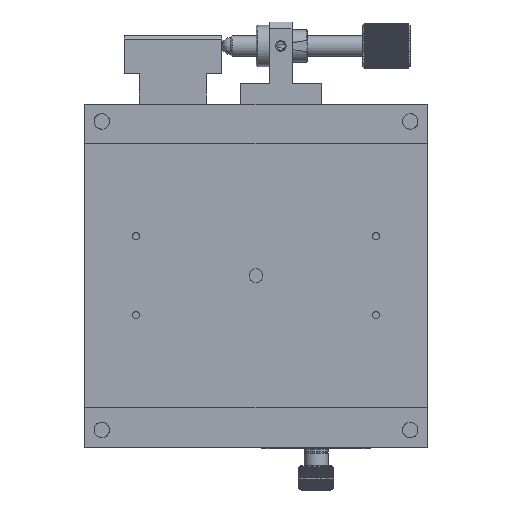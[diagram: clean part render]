
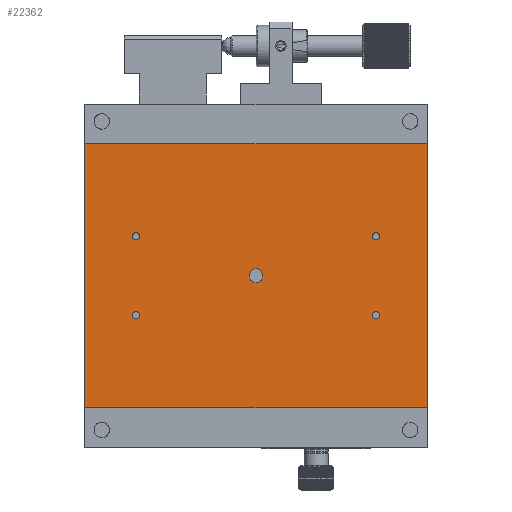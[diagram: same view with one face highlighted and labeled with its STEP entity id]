
A CAD part, front view. The second image highlights one B-rep face of the part: STEP entity #22362.
In plain terms, the highlighted planar face has unit normal (0, 1, 0).
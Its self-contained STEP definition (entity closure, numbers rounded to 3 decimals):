
#339 = CARTESIAN_POINT ( 'NONE',  ( 48.801, -14.441, -10.475 ) ) ;
#956 = CIRCLE ( 'NONE', #4122, 1.025 ) ;
#1010 = VERTEX_POINT ( 'NONE', #16029 ) ;
#1760 = CARTESIAN_POINT ( 'NONE',  ( 63.801, -14.441, 38.5 ) ) ;
#1891 = EDGE_CURVE ( 'NONE', #12415, #12415, #956, .T. ) ;
#2969 = CARTESIAN_POINT ( 'NONE',  ( 48.801, -14.441, 11.5 ) ) ;
#3192 = CARTESIAN_POINT ( 'NONE',  ( -36.199, -14.441, 38.5 ) ) ;
#3251 = LINE ( 'NONE', #5245, #12148 ) ;
#3895 = EDGE_LOOP ( 'NONE', ( #19214 ) ) ;
#4122 = AXIS2_PLACEMENT_3D ( 'NONE', #21332, #10581, #21890 ) ;
#4305 = DIRECTION ( 'NONE',  ( 0., 0., 1. ) ) ;
#4403 = ORIENTED_EDGE ( 'NONE', *, *, #19522, .T. ) ;
#4423 = VECTOR ( 'NONE', #17560, 1000. ) ;
#4809 = CARTESIAN_POINT ( 'NONE',  ( 63.801, -14.441, -38.5 ) ) ;
#5245 = CARTESIAN_POINT ( 'NONE',  ( 63.801, -14.441, 38.5 ) ) ;
#5525 = VERTEX_POINT ( 'NONE', #4809 ) ;
#5533 = LINE ( 'NONE', #16415, #24476 ) ;
#5891 = LINE ( 'NONE', #21168, #4423 ) ;
#5896 = FACE_OUTER_BOUND ( 'NONE', #25773, .T. ) ;
#6716 = AXIS2_PLACEMENT_3D ( 'NONE', #1760, #27683, #8302 ) ;
#6811 = EDGE_LOOP ( 'NONE', ( #12918 ) ) ;
#6861 = CIRCLE ( 'NONE', #14532, 1.025 ) ;
#7094 = ORIENTED_EDGE ( 'NONE', *, *, #12113, .T. ) ;
#7521 = DIRECTION ( 'NONE',  ( 0., 0., 1. ) ) ;
#8302 = DIRECTION ( 'NONE',  ( 0., 0., 1. ) ) ;
#8766 = VERTEX_POINT ( 'NONE', #14982 ) ;
#8845 = CARTESIAN_POINT ( 'NONE',  ( -21.199, -14.441, -11.5 ) ) ;
#9236 = VERTEX_POINT ( 'NONE', #3192 ) ;
#9325 = EDGE_CURVE ( 'NONE', #15350, #15350, #26950, .T. ) ;
#9404 = CARTESIAN_POINT ( 'NONE',  ( 63.801, -14.441, 38.5 ) ) ;
#10151 = CARTESIAN_POINT ( 'NONE',  ( 48.801, -14.441, -11.5 ) ) ;
#10264 = LINE ( 'NONE', #21565, #27928 ) ;
#10581 = DIRECTION ( 'NONE',  ( 0., -1., 0. ) ) ;
#10582 = CARTESIAN_POINT ( 'NONE',  ( -21.199, -14.441, 12.525 ) ) ;
#10589 = EDGE_LOOP ( 'NONE', ( #19167 ) ) ;
#11742 = EDGE_CURVE ( 'NONE', #5525, #12053, #5891, .T. ) ;
#12042 = DIRECTION ( 'NONE',  ( 0., -1., 0. ) ) ;
#12053 = VERTEX_POINT ( 'NONE', #15573 ) ;
#12113 = EDGE_CURVE ( 'NONE', #27349, #5525, #3251, .T. ) ;
#12148 = VECTOR ( 'NONE', #27051, 1000. ) ;
#12415 = VERTEX_POINT ( 'NONE', #10582 ) ;
#12707 = AXIS2_PLACEMENT_3D ( 'NONE', #2969, #12042, #14017 ) ;
#12918 = ORIENTED_EDGE ( 'NONE', *, *, #9325, .T. ) ;
#13184 = CIRCLE ( 'NONE', #18166, 2. ) ;
#13255 = ORIENTED_EDGE ( 'NONE', *, *, #11742, .T. ) ;
#13512 = EDGE_CURVE ( 'NONE', #21606, #21606, #6861, .T. ) ;
#14017 = DIRECTION ( 'NONE',  ( 0., 0., 1. ) ) ;
#14022 = EDGE_CURVE ( 'NONE', #1010, #1010, #13184, .T. ) ;
#14378 = PLANE ( 'NONE',  #6716 ) ;
#14532 = AXIS2_PLACEMENT_3D ( 'NONE', #8845, #23581, #4305 ) ;
#14758 = CARTESIAN_POINT ( 'NONE',  ( 13.801, -14.441, 0. ) ) ;
#14951 = CIRCLE ( 'NONE', #12707, 1.025 ) ;
#14982 = CARTESIAN_POINT ( 'NONE',  ( 48.801, -14.441, 12.525 ) ) ;
#15350 = VERTEX_POINT ( 'NONE', #339 ) ;
#15573 = CARTESIAN_POINT ( 'NONE',  ( -36.199, -14.441, -38.5 ) ) ;
#15983 = ORIENTED_EDGE ( 'NONE', *, *, #13512, .T. ) ;
#16029 = CARTESIAN_POINT ( 'NONE',  ( 13.801, -14.441, -2. ) ) ;
#16116 = EDGE_LOOP ( 'NONE', ( #18370 ) ) ;
#16415 = CARTESIAN_POINT ( 'NONE',  ( -36.199, -14.441, 38.5 ) ) ;
#17024 = DIRECTION ( 'NONE',  ( 0., 0., -1. ) ) ;
#17560 = DIRECTION ( 'NONE',  ( -1., 0., 0. ) ) ;
#17965 = ORIENTED_EDGE ( 'NONE', *, *, #25237, .T. ) ;
#18166 = AXIS2_PLACEMENT_3D ( 'NONE', #14758, #23418, #17024 ) ;
#18334 = DIRECTION ( 'NONE',  ( 0., 0., 1. ) ) ;
#18370 = ORIENTED_EDGE ( 'NONE', *, *, #25270, .T. ) ;
#18770 = FACE_BOUND ( 'NONE', #6811, .T. ) ;
#18791 = AXIS2_PLACEMENT_3D ( 'NONE', #10151, #20897, #18334 ) ;
#18909 = FACE_BOUND ( 'NONE', #16116, .T. ) ;
#19167 = ORIENTED_EDGE ( 'NONE', *, *, #14022, .T. ) ;
#19186 = FACE_BOUND ( 'NONE', #3895, .T. ) ;
#19214 = ORIENTED_EDGE ( 'NONE', *, *, #1891, .T. ) ;
#19522 = EDGE_CURVE ( 'NONE', #9236, #27349, #10264, .T. ) ;
#20897 = DIRECTION ( 'NONE',  ( 0., -1., 0. ) ) ;
#21168 = CARTESIAN_POINT ( 'NONE',  ( 63.801, -14.441, -38.5 ) ) ;
#21332 = CARTESIAN_POINT ( 'NONE',  ( -21.199, -14.441, 11.5 ) ) ;
#21565 = CARTESIAN_POINT ( 'NONE',  ( 63.801, -14.441, 38.5 ) ) ;
#21606 = VERTEX_POINT ( 'NONE', #25988 ) ;
#21890 = DIRECTION ( 'NONE',  ( 0., 0., 1. ) ) ;
#21952 = EDGE_LOOP ( 'NONE', ( #15983 ) ) ;
#22362 = ADVANCED_FACE ( 'NONE', ( #5896, #23448, #19186, #27274, #18770, #18909 ), #14378, .T. ) ;
#23151 = DIRECTION ( 'NONE',  ( 1., 0., 0. ) ) ;
#23418 = DIRECTION ( 'NONE',  ( 0., -1., 0. ) ) ;
#23448 = FACE_BOUND ( 'NONE', #10589, .T. ) ;
#23581 = DIRECTION ( 'NONE',  ( 0., -1., 0. ) ) ;
#24476 = VECTOR ( 'NONE', #7521, 1000. ) ;
#25237 = EDGE_CURVE ( 'NONE', #12053, #9236, #5533, .T. ) ;
#25270 = EDGE_CURVE ( 'NONE', #8766, #8766, #14951, .T. ) ;
#25773 = EDGE_LOOP ( 'NONE', ( #13255, #17965, #4403, #7094 ) ) ;
#25988 = CARTESIAN_POINT ( 'NONE',  ( -21.199, -14.441, -10.475 ) ) ;
#26950 = CIRCLE ( 'NONE', #18791, 1.025 ) ;
#27051 = DIRECTION ( 'NONE',  ( 0., 0., -1. ) ) ;
#27274 = FACE_BOUND ( 'NONE', #21952, .T. ) ;
#27349 = VERTEX_POINT ( 'NONE', #9404 ) ;
#27683 = DIRECTION ( 'NONE',  ( 0., 1., 0. ) ) ;
#27928 = VECTOR ( 'NONE', #23151, 1000. ) ;
